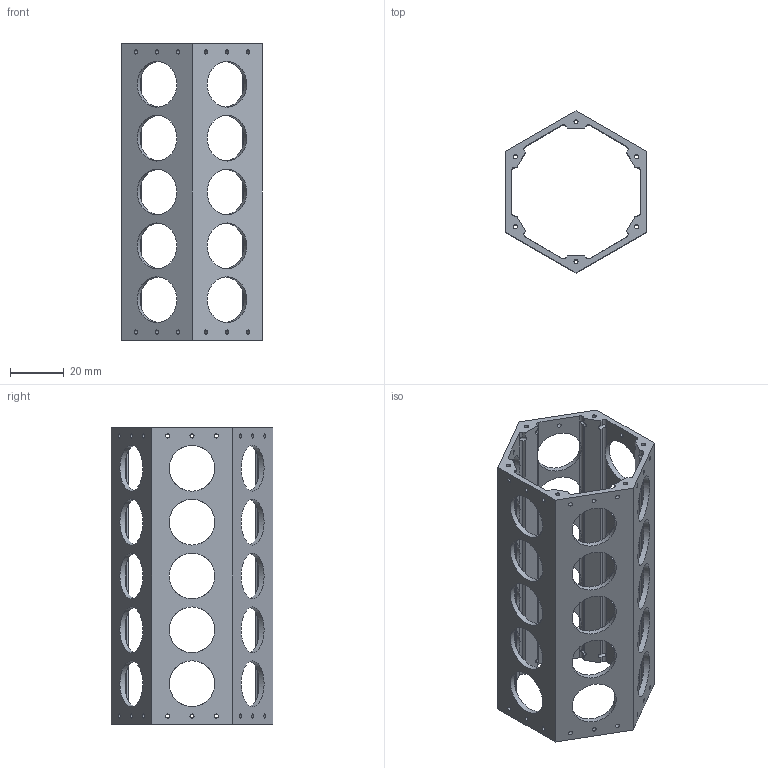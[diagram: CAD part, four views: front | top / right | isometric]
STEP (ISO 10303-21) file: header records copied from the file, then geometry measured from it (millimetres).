
FILE_DESCRIPTION(/* description */ (''),/* implementation_level */ '2;1');
FILE_NAME(/* name */ 'Frame.step',/* time_stamp */ '2024-01-18T19:01:00-05:00',/* author */ (''),/* organization */ (''),/* preprocessor_version */ 'ST-DEVELOPER v20',/* originating_system */ 'Autodesk Translation Framework v12.14.0.127',/* authorisation */ '');
FILE_SCHEMA (('AUTOMOTIVE_DESIGN { 1 0 10303 214 3 1 1 }'));
Length unit declared in the file: metre
Products named in the file (1): Frame - Part 1
Bounding box: 52 x 60.04 x 110 mm (x, y, z)
Volume: 38694.6 mm3; surface area: 31880.1 mm2
Topology: 1 solids, 1 shells, 170 faces, 658 edges, 436 vertices
Faces by surface type: plane 86, cylinder 84
Full cylindrical faces by diameter (mm): 1.5 x42, 17 x30
Entity records: 8122 total; most frequent: CARTESIAN_POINT 2355, ORIENTED_EDGE 1316, DIRECTION 1084, EDGE_CURVE 658, VERTEX_POINT 436, AXIS2_PLACEMENT_3D 377, LINE 330, VECTOR 330
